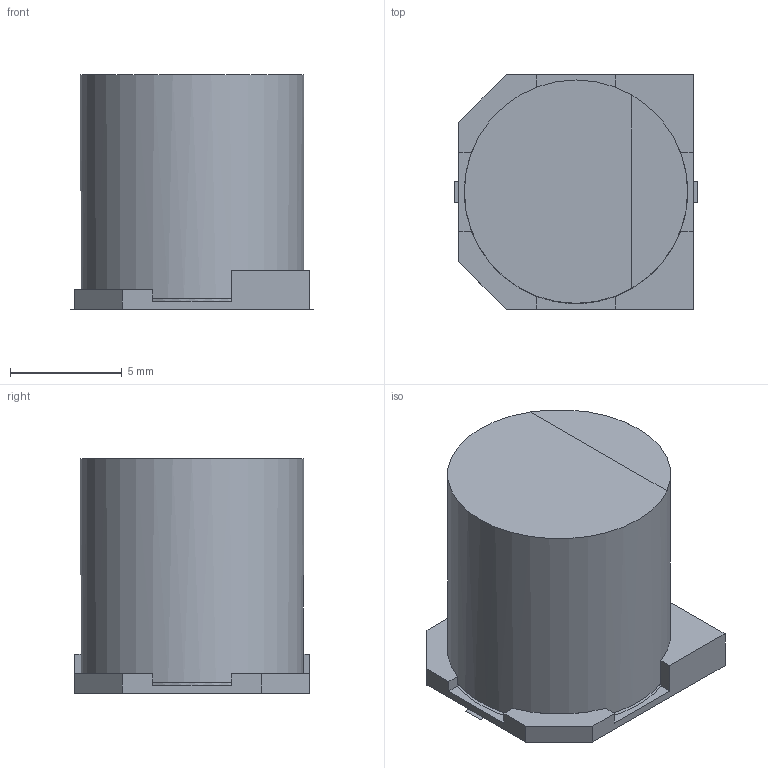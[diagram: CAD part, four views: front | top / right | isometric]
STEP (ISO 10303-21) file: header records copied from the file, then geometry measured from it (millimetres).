
FILE_DESCRIPTION(('Open CASCADE Model'),'2;1');
FILE_NAME('Open CASCADE Shape Model','2024-04-30T17:22:01',('Author'),( 'Open CASCADE'),'Open CASCADE STEP processor 7.5','Open CASCADE 7.5' ,'Unknown');
FILE_SCHEMA(('AUTOMOTIVE_DESIGN { 1 0 10303 214 1 1 1 1 }'));
Length unit declared in the file: millimetre
Products named in the file (8): CAPAE109103X105N.step; base; Open CASCADE STEP translator 7.5 17.1.1; cylinder; Open CASCADE STEP translator 7.5 17.2.1; mark; Open CASCADE STEP translator 7.5 17.3.1; lead
Assembly tree (8 placements, depth 3):
  CAPAE109103X105N.step
    base
      Open CASCADE STEP translator 7.5 17.1.1
    cylinder
      Open CASCADE STEP translator 7.5 17.2.1
    mark
      Open CASCADE STEP translator 7.5 17.3.1
    lead  x2
Bounding box: 10.9 x 10.5 x 10.5 mm (x, y, z)
Volume: 854.7 mm3; surface area: 774.6 mm2
Topology: 4 solids, 5 shells, 66 faces, 156 edges, 100 vertices
Faces by surface type: plane 56, cylinder 10
Full cylindrical faces by diameter (mm): 8.75 x1, 10 x1
Entity records: 3764 total; most frequent: DIRECTION 606, CARTESIAN_POINT 590, LINE 350, VECTOR 350, ORIENTED_EDGE 285, PCURVE 285, DEFINITIONAL_REPRESENTATION 285, EDGE_CURVE 144
